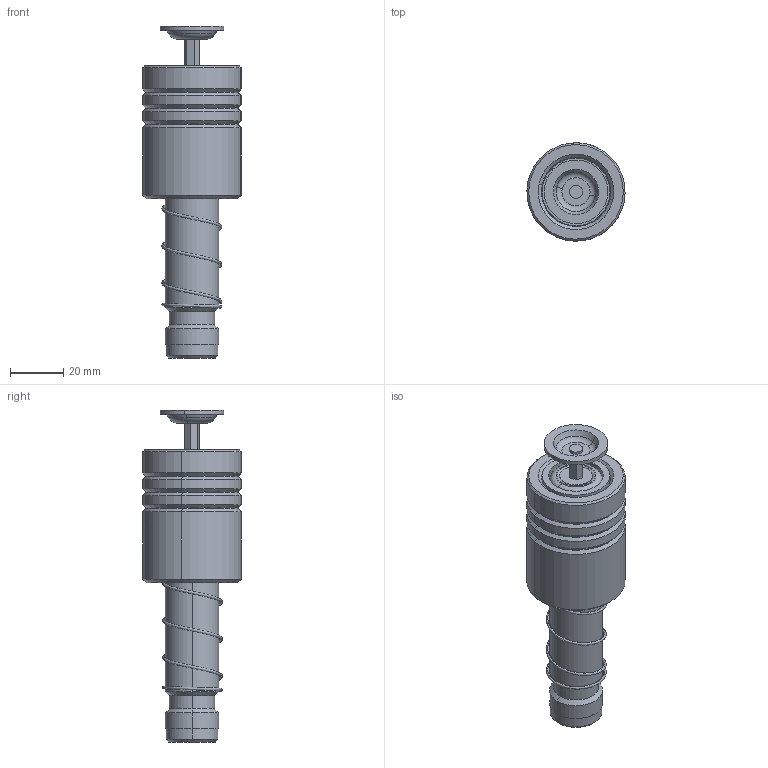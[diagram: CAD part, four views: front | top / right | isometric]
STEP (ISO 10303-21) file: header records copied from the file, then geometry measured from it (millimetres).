
FILE_DESCRIPTION (( 'STEP AP214' ), '1' );
FILE_NAME ('EMJH EMSH-D20-L110.STEP', '2021-09-19T02:32:10', ( '' ), ( '' ), 'SwSTEP 2.0', 'SolidWorks 2016', '' );
FILE_SCHEMA (( 'AUTOMOTIVE_DESIGN' ));
Length unit declared in the file: millimetre
Products named in the file (186): BALL-D3; GTM-24郪蚾; MGM-D20-L110; GTM-3-縐种; GTM-M10蹟簽; BSH25.5-20.5-L50; HWP-D22.5-d20.5-L40; EMJH EMSH-D20-L110; BSH-D25.5-20.5-50郪蚾; TBB-D37-d26-L50; GTM-24
Assembly tree (179 placements, depth 3):
  BALL-D3
  BALL-D3
  BALL-D3
  BALL-D3
  BALL-D3
Bounding box: 36.98 x 36.99 x 125 mm (x, y, z)
Volume: 68987.1 mm3; surface area: 38866.2 mm2
Topology: 172 solids, 172 shells, 829 faces, 3417 edges, 2266 vertices
Faces by surface type: sphere 660, cylinder 50, plane 42, cone 34, torus 22, bspline 21
Entity records: 34942 total; most frequent: CARTESIAN_POINT 18754, ORIENTED_EDGE 2844, DIRECTION 2471, EDGE_CURVE 1422, AXIS2_PLACEMENT_3D 1156, VERTEX_POINT 926, EDGE_LOOP 828, B_SPLINE_CURVE_WITH_KNOTS 748
